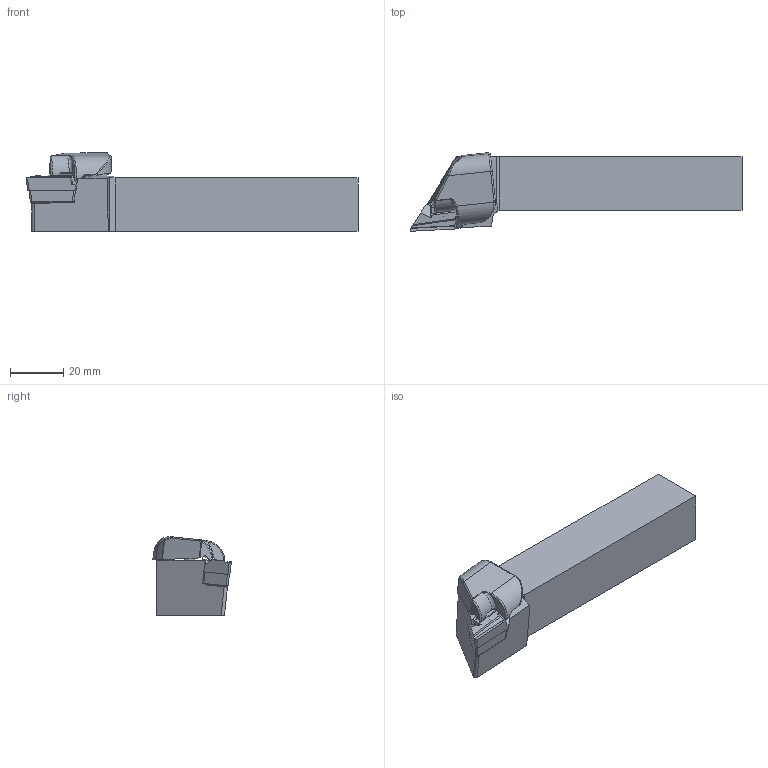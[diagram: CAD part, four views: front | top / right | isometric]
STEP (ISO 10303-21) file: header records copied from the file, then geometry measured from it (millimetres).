
FILE_DESCRIPTION (( 'STEP AP214' ), '1' );
FILE_NAME ('CKJNR 2020 K16-LIGHT-XT.STEP', '2023-10-27T07:47:47', ( '' ), ( '' ), 'SwSTEP 2.0', 'SolidWorks 2018', '' );
FILE_SCHEMA (( 'AUTOMOTIVE_DESIGN' ));
Length unit declared in the file: millimetre
Products named in the file (1): CKJNR 2020 K16-LIGHT-XT
Bounding box: 124.55 x 29.45 x 29.47 mm (x, y, z)
Volume: 51565.2 mm3; surface area: 12668.9 mm2
Topology: 2 solids, 3 shells, 159 faces, 417 edges, 260 vertices
Faces by surface type: plane 85, cylinder 42, bspline 21, cone 9, torus 2
Entity records: 9303 total; most frequent: CARTESIAN_POINT 3937, ORIENTED_EDGE 826, DIRECTION 636, EDGE_CURVE 413, VERTEX_POINT 260, LINE 248, VECTOR 248, AXIS2_PLACEMENT_3D 194
